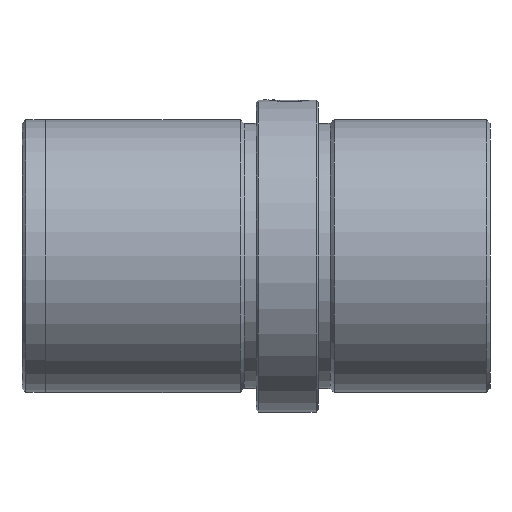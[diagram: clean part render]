
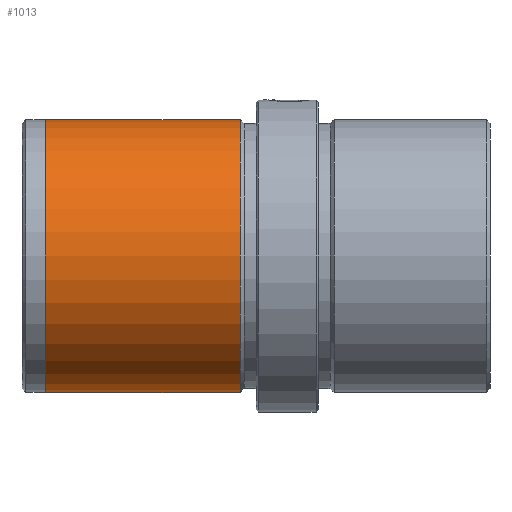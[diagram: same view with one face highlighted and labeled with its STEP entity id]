
A CAD part, left-side view. The second image highlights one B-rep face of the part: STEP entity #1013.
In plain terms, the highlighted cylindrical face has radius 17.5 mm (diameter 35 mm), a partial arc.
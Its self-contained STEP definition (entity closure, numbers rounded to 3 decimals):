
#5 = VERTEX_POINT ( 'NONE', #141 ) ;
#55 = CARTESIAN_POINT ( 'NONE',  ( 0., 0., 17.5 ) ) ;
#87 = AXIS2_PLACEMENT_3D ( 'NONE', #344, #1472, #514 ) ;
#89 = CARTESIAN_POINT ( 'NONE',  ( 0., 32., 17.5 ) ) ;
#141 = CARTESIAN_POINT ( 'NONE',  ( 0., 57., -17.5 ) ) ;
#192 = CARTESIAN_POINT ( 'NONE',  ( 0., 32., -17.5 ) ) ;
#256 = VERTEX_POINT ( 'NONE', #89 ) ;
#342 = EDGE_LOOP ( 'NONE', ( #915, #2055, #1153, #849 ) ) ;
#344 = CARTESIAN_POINT ( 'NONE',  ( 0., 57., 0. ) ) ;
#480 = EDGE_CURVE ( 'NONE', #5, #1283, #2031, .T. ) ;
#514 = DIRECTION ( 'NONE',  ( 0., 0., -1. ) ) ;
#634 = CYLINDRICAL_SURFACE ( 'NONE', #1651, 17.5 ) ;
#792 = DIRECTION ( 'NONE',  ( 0., -1., 0. ) ) ;
#847 = DIRECTION ( 'NONE',  ( 0., -1., 0. ) ) ;
#849 = ORIENTED_EDGE ( 'NONE', *, *, #2017, .F. ) ;
#915 = ORIENTED_EDGE ( 'NONE', *, *, #1840, .F. ) ;
#998 = CARTESIAN_POINT ( 'NONE',  ( 0., 0., 0. ) ) ;
#1013 = ADVANCED_FACE ( 'NONE', ( #1921 ), #634, .T. ) ;
#1083 = AXIS2_PLACEMENT_3D ( 'NONE', #1758, #792, #1923 ) ;
#1153 = ORIENTED_EDGE ( 'NONE', *, *, #480, .T. ) ;
#1190 = CIRCLE ( 'NONE', #87, 17.5 ) ;
#1248 = EDGE_CURVE ( 'NONE', #1584, #5, #1190, .T. ) ;
#1283 = VERTEX_POINT ( 'NONE', #192 ) ;
#1298 = CARTESIAN_POINT ( 'NONE',  ( 0., 57., 17.5 ) ) ;
#1451 = VECTOR ( 'NONE', #1849, 1000. ) ;
#1472 = DIRECTION ( 'NONE',  ( 0., -1., 0. ) ) ;
#1513 = LINE ( 'NONE', #55, #1451 ) ;
#1584 = VERTEX_POINT ( 'NONE', #1298 ) ;
#1591 = VECTOR ( 'NONE', #1863, 1000. ) ;
#1651 = AXIS2_PLACEMENT_3D ( 'NONE', #998, #847, #1818 ) ;
#1690 = CARTESIAN_POINT ( 'NONE',  ( 0., 0., -17.5 ) ) ;
#1758 = CARTESIAN_POINT ( 'NONE',  ( 0., 32., 0. ) ) ;
#1818 = DIRECTION ( 'NONE',  ( 0., 0., -1. ) ) ;
#1840 = EDGE_CURVE ( 'NONE', #1584, #256, #1513, .T. ) ;
#1849 = DIRECTION ( 'NONE',  ( 0., -1., 0. ) ) ;
#1863 = DIRECTION ( 'NONE',  ( 0., -1., 0. ) ) ;
#1921 = FACE_OUTER_BOUND ( 'NONE', #342, .T. ) ;
#1923 = DIRECTION ( 'NONE',  ( 0., 0., -1. ) ) ;
#2017 = EDGE_CURVE ( 'NONE', #256, #1283, #2058, .T. ) ;
#2031 = LINE ( 'NONE', #1690, #1591 ) ;
#2055 = ORIENTED_EDGE ( 'NONE', *, *, #1248, .T. ) ;
#2058 = CIRCLE ( 'NONE', #1083, 17.5 ) ;
